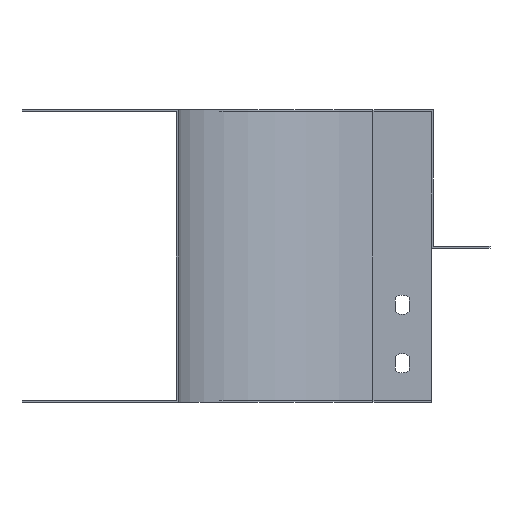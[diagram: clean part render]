
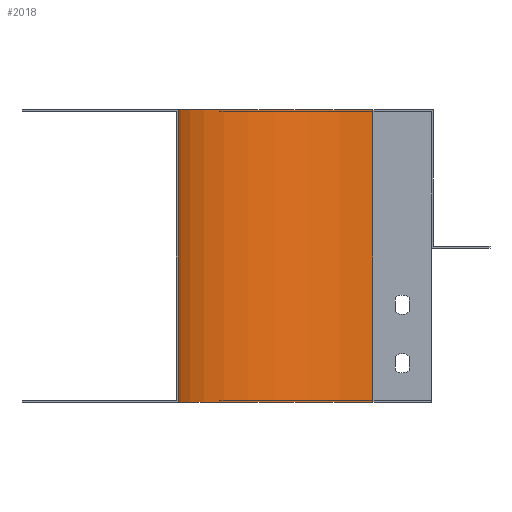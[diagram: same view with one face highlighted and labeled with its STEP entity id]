
A CAD part, left-side view. The second image highlights one B-rep face of the part: STEP entity #2018.
In plain terms, the highlighted cylindrical face has radius 100 mm (diameter 200 mm), a partial arc.
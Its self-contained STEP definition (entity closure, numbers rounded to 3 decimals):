
#301 = LINE ( 'NONE', #2316, #312 ) ;
#312 = VECTOR ( 'NONE', #2450, 1000. ) ;
#391 = CIRCLE ( 'NONE', #1628, 100. ) ;
#393 = LINE ( 'NONE', #2546, #395 ) ;
#394 = CIRCLE ( 'NONE', #1627, 100. ) ;
#395 = VECTOR ( 'NONE', #2541, 1000. ) ;
#465 = AXIS2_PLACEMENT_3D ( 'NONE', #2563, #2567, #2570 ) ;
#686 = CARTESIAN_POINT ( 'NONE',  ( -100., 130., -149. ) ) ;
#691 = CARTESIAN_POINT ( 'NONE',  ( 0., 30., 1. ) ) ;
#693 = CARTESIAN_POINT ( 'NONE',  ( 0., 30., -149. ) ) ;
#715 = CARTESIAN_POINT ( 'NONE',  ( -100., 130., 1. ) ) ;
#788 = VERTEX_POINT ( 'NONE', #715 ) ;
#810 = VERTEX_POINT ( 'NONE', #693 ) ;
#812 = VERTEX_POINT ( 'NONE', #691 ) ;
#817 = VERTEX_POINT ( 'NONE', #686 ) ;
#1059 = FACE_OUTER_BOUND ( 'NONE', #1293, .T. ) ;
#1066 = CYLINDRICAL_SURFACE ( 'NONE', #465, 100. ) ;
#1293 = EDGE_LOOP ( 'NONE', ( #2264, #2263, #2262, #2261 ) ) ;
#1627 = AXIS2_PLACEMENT_3D ( 'NONE', #2544, #2543, #2542 ) ;
#1628 = AXIS2_PLACEMENT_3D ( 'NONE', #2466, #2463, #2458 ) ;
#1683 = EDGE_CURVE ( 'NONE', #788, #817, #301, .T. ) ;
#1944 = EDGE_CURVE ( 'NONE', #817, #810, #391, .T. ) ;
#1945 = EDGE_CURVE ( 'NONE', #812, #810, #393, .T. ) ;
#1946 = EDGE_CURVE ( 'NONE', #788, #812, #394, .T. ) ;
#2018 = ADVANCED_FACE ( 'NONE', ( #1059 ), #1066, .F. ) ;
#2261 = ORIENTED_EDGE ( 'NONE', *, *, #1946, .F. ) ;
#2262 = ORIENTED_EDGE ( 'NONE', *, *, #1945, .F. ) ;
#2263 = ORIENTED_EDGE ( 'NONE', *, *, #1944, .T. ) ;
#2264 = ORIENTED_EDGE ( 'NONE', *, *, #1683, .T. ) ;
#2316 = CARTESIAN_POINT ( 'NONE',  ( -100., 130., 1. ) ) ;
#2450 = DIRECTION ( 'NONE',  ( 0., 0., -1. ) ) ;
#2458 = DIRECTION ( 'NONE',  ( -1., 0., 0. ) ) ;
#2463 = DIRECTION ( 'NONE',  ( 0., 0., -1. ) ) ;
#2466 = CARTESIAN_POINT ( 'NONE',  ( -100., 30., -149. ) ) ;
#2541 = DIRECTION ( 'NONE',  ( 0., 0., -1. ) ) ;
#2542 = DIRECTION ( 'NONE',  ( -1., 0., 0. ) ) ;
#2543 = DIRECTION ( 'NONE',  ( 0., 0., -1. ) ) ;
#2544 = CARTESIAN_POINT ( 'NONE',  ( -100., 30., 1. ) ) ;
#2546 = CARTESIAN_POINT ( 'NONE',  ( 0., 30., 1. ) ) ;
#2563 = CARTESIAN_POINT ( 'NONE',  ( -100., 30., 1. ) ) ;
#2567 = DIRECTION ( 'NONE',  ( 0., 0., -1. ) ) ;
#2570 = DIRECTION ( 'NONE',  ( -1., 0., 0. ) ) ;
